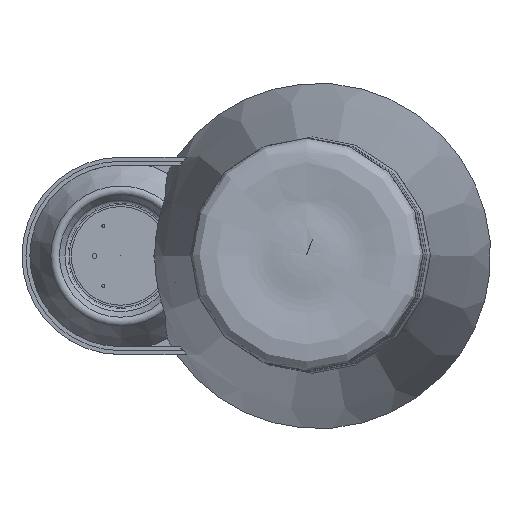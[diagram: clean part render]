
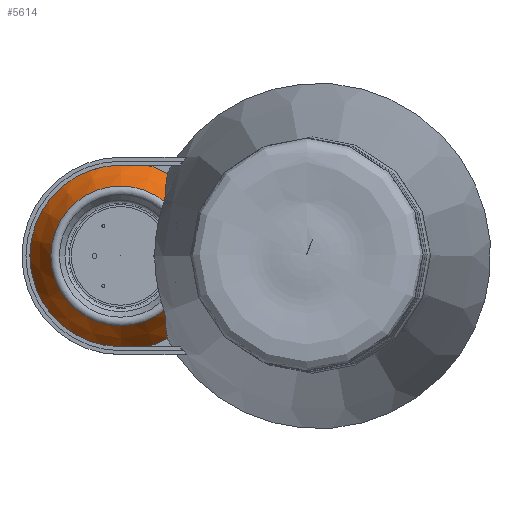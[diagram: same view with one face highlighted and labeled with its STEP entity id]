
A CAD part, top view. The second image highlights one B-rep face of the part: STEP entity #5614.
In plain terms, the highlighted conical face has half-angle 30.097 degrees and reference radius 81.22 mm.
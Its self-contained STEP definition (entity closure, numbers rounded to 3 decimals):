
#64=CONICAL_SURFACE('',#6143,81.22,0.525);
#790=FACE_OUTER_BOUND('',#1152,.T.);
#1152=EDGE_LOOP('',(#4970,#4971,#4972,#4973,#4974));
#1613=LINE('',#11300,#2072);
#2072=VECTOR('',#7564,81.22);
#2326=CIRCLE('',#6137,70.795);
#2327=CIRCLE('',#6138,70.795);
#2331=CIRCLE('',#6144,96.);
#2808=VERTEX_POINT('',#11286);
#2809=VERTEX_POINT('',#11288);
#2812=VERTEX_POINT('',#11299);
#3544=EDGE_CURVE('',#2808,#2809,#2326,.T.);
#3545=EDGE_CURVE('',#2809,#2808,#2327,.T.);
#3550=EDGE_CURVE('',#2809,#2812,#1613,.T.);
#3551=EDGE_CURVE('',#2812,#2812,#2331,.T.);
#4970=ORIENTED_EDGE('',*,*,#3544,.F.);
#4971=ORIENTED_EDGE('',*,*,#3545,.F.);
#4972=ORIENTED_EDGE('',*,*,#3550,.T.);
#4973=ORIENTED_EDGE('',*,*,#3551,.T.);
#4974=ORIENTED_EDGE('',*,*,#3550,.F.);
#5614=ADVANCED_FACE('',(#790),#64,.T.);
#6137=AXIS2_PLACEMENT_3D('',#11289,#7549,#7550);
#6138=AXIS2_PLACEMENT_3D('',#11290,#7551,#7552);
#6143=AXIS2_PLACEMENT_3D('',#11298,#7562,#7563);
#6144=AXIS2_PLACEMENT_3D('',#11301,#7565,#7566);
#7549=DIRECTION('center_axis',(0.,0.,1.));
#7550=DIRECTION('ref_axis',(0.,1.,0.));
#7551=DIRECTION('center_axis',(0.,0.,1.));
#7552=DIRECTION('ref_axis',(0.,1.,0.));
#7562=DIRECTION('center_axis',(0.,0.,-1.));
#7563=DIRECTION('ref_axis',(0.,-1.,0.));
#7564=DIRECTION('',(0.,0.501,-0.865));
#7565=DIRECTION('center_axis',(0.,0.,1.));
#7566=DIRECTION('ref_axis',(1.,0.,0.));
#11286=CARTESIAN_POINT('',(-70.795,0.,12.487));
#11288=CARTESIAN_POINT('',(0.,70.795,12.487));
#11289=CARTESIAN_POINT('Origin',(0.,0.,12.487));
#11290=CARTESIAN_POINT('Origin',(0.,0.,12.487));
#11298=CARTESIAN_POINT('Origin',(0.,0.,-5.5));
#11299=CARTESIAN_POINT('',(0.,96.,-31.));
#11300=CARTESIAN_POINT('',(0.,81.22,-5.5));
#11301=CARTESIAN_POINT('Origin',(0.,0.,-31.));
